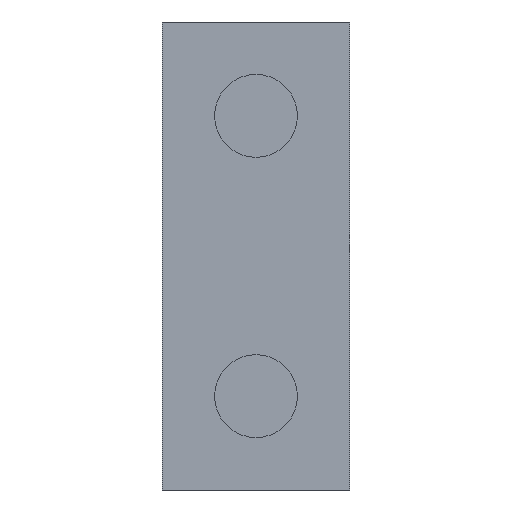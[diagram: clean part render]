
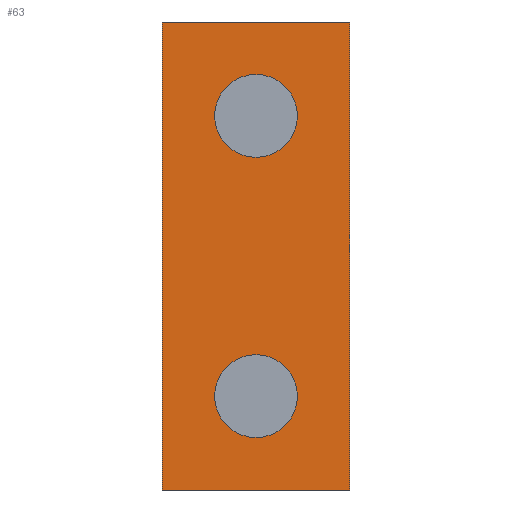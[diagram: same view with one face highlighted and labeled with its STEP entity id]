
A CAD part, front view. The second image highlights one B-rep face of the part: STEP entity #63.
In plain terms, the highlighted planar face has unit normal (0, -1, 0).
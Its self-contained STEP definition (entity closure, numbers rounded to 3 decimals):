
#63=ADVANCED_FACE('NONE',(#150,#151,#152),#153,.T.);
#150=FACE_OUTER_BOUND('',#260,.T.);
#151=FACE_BOUND('',#261,.T.);
#152=FACE_BOUND('',#262,.T.);
#153=PLANE('',#263);
#260=EDGE_LOOP('',(#381,#382,#383,#384));
#261=EDGE_LOOP('',(#385,#386));
#262=EDGE_LOOP('',(#387,#388));
#263=AXIS2_PLACEMENT_3D('',#389,#390,#391);
#381=ORIENTED_EDGE('',*,*,#640,.F.);
#382=ORIENTED_EDGE('',*,*,#642,.T.);
#383=ORIENTED_EDGE('',*,*,#643,.F.);
#384=ORIENTED_EDGE('',*,*,#629,.F.);
#385=ORIENTED_EDGE('',*,*,#644,.T.);
#386=ORIENTED_EDGE('',*,*,#645,.T.);
#387=ORIENTED_EDGE('',*,*,#646,.T.);
#388=ORIENTED_EDGE('',*,*,#647,.T.);
#389=CARTESIAN_POINT('',(13.6,13.5,-2.15));
#390=DIRECTION('',(0.0,-1.0,0.0));
#391=DIRECTION('',(0.0,0.0,-1.0));
#629=EDGE_CURVE('NONE',#736,#731,#738,.T.);
#640=EDGE_CURVE('NONE',#754,#736,#756,.T.);
#642=EDGE_CURVE('NONE',#754,#758,#759,.T.);
#643=EDGE_CURVE('NONE',#731,#758,#760,.T.);
#644=EDGE_CURVE('NONE',#761,#762,#763,.T.);
#645=EDGE_CURVE('NONE',#762,#761,#764,.T.);
#646=EDGE_CURVE('NONE',#765,#766,#767,.T.);
#647=EDGE_CURVE('NONE',#766,#765,#768,.T.);
#731=VERTEX_POINT('NONE',#884);
#736=VERTEX_POINT('NONE',#891);
#738=LINE('',#894,#895);
#754=VERTEX_POINT('NONE',#914);
#756=LINE('',#917,#918);
#758=VERTEX_POINT('NONE',#920);
#759=LINE('',#921,#922);
#760=LINE('',#923,#924);
#761=VERTEX_POINT('NONE',#925);
#762=VERTEX_POINT('NONE',#926);
#763=CIRCLE('',#927,3.0);
#764=CIRCLE('',#928,3.0);
#765=VERTEX_POINT('NONE',#929);
#766=VERTEX_POINT('NONE',#930);
#767=CIRCLE('',#931,3.0);
#768=CIRCLE('',#932,3.0);
#884=CARTESIAN_POINT('',(13.6,13.5,0.));
#891=CARTESIAN_POINT('',(13.6,13.5,33.9));
#894=CARTESIAN_POINT('',(13.6,13.5,-2.15));
#895=VECTOR('',#1079,1000.0);
#914=CARTESIAN_POINT('',(0.0,13.5,33.9));
#917=CARTESIAN_POINT('',(32.275,13.5,33.9));
#918=VECTOR('',#1096,1000.0);
#920=CARTESIAN_POINT('',(0.0,13.5,0.));
#921=CARTESIAN_POINT('',(0.0,13.5,-2.15));
#922=VECTOR('',#1097,1000.0);
#923=CARTESIAN_POINT('',(32.275,13.5,0.));
#924=VECTOR('',#1098,1000.0);
#925=CARTESIAN_POINT('',(9.8,13.5,6.8));
#926=CARTESIAN_POINT('',(3.8,13.5,6.8));
#927=AXIS2_PLACEMENT_3D('',#1099,#1100,#1101);
#928=AXIS2_PLACEMENT_3D('',#1102,#1103,#1104);
#929=CARTESIAN_POINT('',(9.8,13.5,27.1));
#930=CARTESIAN_POINT('',(3.8,13.5,27.1));
#931=AXIS2_PLACEMENT_3D('',#1105,#1106,#1107);
#932=AXIS2_PLACEMENT_3D('',#1108,#1109,#1110);
#1079=DIRECTION('',(0.,0.0,-1.0));
#1096=DIRECTION('',(1.0,0.0,0.0));
#1097=DIRECTION('',(0.,0.0,-1.0));
#1098=DIRECTION('',(-1.0,0.0,0.0));
#1099=CARTESIAN_POINT('',(6.8,13.5,6.8));
#1100=DIRECTION('',(-0.0,1.0,0.0));
#1101=DIRECTION('',(1.0,0.0,0.0));
#1102=CARTESIAN_POINT('',(6.8,13.5,6.8));
#1103=DIRECTION('',(-0.0,1.0,0.0));
#1104=DIRECTION('',(1.0,0.0,0.0));
#1105=CARTESIAN_POINT('',(6.8,13.5,27.1));
#1106=DIRECTION('',(-0.0,1.0,0.0));
#1107=DIRECTION('',(1.0,0.0,0.0));
#1108=CARTESIAN_POINT('',(6.8,13.5,27.1));
#1109=DIRECTION('',(-0.0,1.0,0.0));
#1110=DIRECTION('',(1.0,0.0,0.0));
